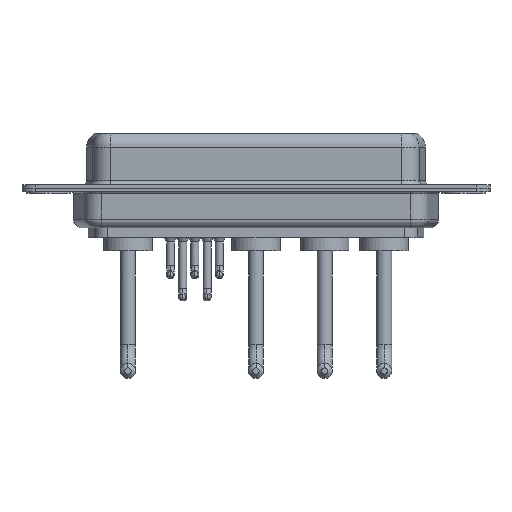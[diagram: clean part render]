
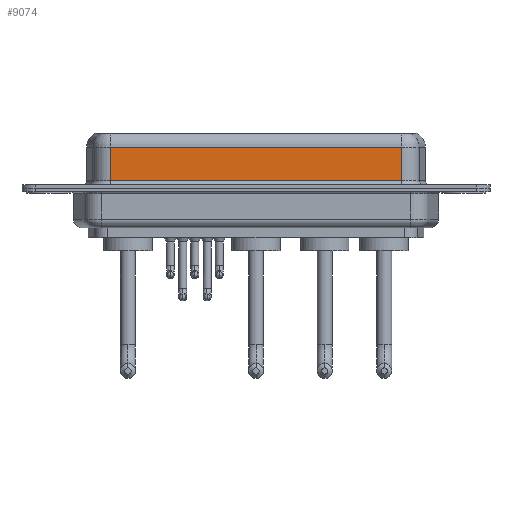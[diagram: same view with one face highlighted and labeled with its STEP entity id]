
A CAD part, front view. The second image highlights one B-rep face of the part: STEP entity #9074.
In plain terms, the highlighted planar face has unit normal (0, -1, 0).
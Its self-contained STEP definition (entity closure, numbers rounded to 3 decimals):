
#195 = ORIENTED_EDGE ( 'NONE', *, *, #5964, .T. ) ;
#230 = VERTEX_POINT ( 'NONE', #8193 ) ;
#733 = CARTESIAN_POINT ( 'NONE',  ( 7.013, -3.95, 0.9 ) ) ;
#1039 = CARTESIAN_POINT ( 'NONE',  ( 40.037, -3.95, 6.4 ) ) ;
#1625 = LINE ( 'NONE', #7554, #6696 ) ;
#1657 = DIRECTION ( 'NONE',  ( 0., 0., -1. ) ) ;
#2146 = FACE_OUTER_BOUND ( 'NONE', #9812, .T. ) ;
#2223 = DIRECTION ( 'NONE',  ( 0., 0., 1. ) ) ;
#2744 = LINE ( 'NONE', #6340, #3907 ) ;
#3461 = DIRECTION ( 'NONE',  ( 0., 0., -1. ) ) ;
#3754 = CARTESIAN_POINT ( 'NONE',  ( 40.037, -3.95, 0.9 ) ) ;
#3890 = EDGE_CURVE ( 'NONE', #10004, #14182, #2744, .T. ) ;
#3907 = VECTOR ( 'NONE', #1657, 1000. ) ;
#4354 = CARTESIAN_POINT ( 'NONE',  ( 40.037, -3.95, 6.4 ) ) ;
#4543 = VECTOR ( 'NONE', #13658, 1000. ) ;
#5334 = VERTEX_POINT ( 'NONE', #3754 ) ;
#5964 = EDGE_CURVE ( 'NONE', #230, #10004, #1625, .T. ) ;
#6340 = CARTESIAN_POINT ( 'NONE',  ( 7.013, -3.95, 6.4 ) ) ;
#6696 = VECTOR ( 'NONE', #12483, 1000. ) ;
#7554 = CARTESIAN_POINT ( 'NONE',  ( 40.037, -3.95, 4.65 ) ) ;
#8026 = CARTESIAN_POINT ( 'NONE',  ( 7.013, -3.95, 4.65 ) ) ;
#8193 = CARTESIAN_POINT ( 'NONE',  ( 40.037, -3.95, 4.65 ) ) ;
#8774 = ORIENTED_EDGE ( 'NONE', *, *, #10384, .T. ) ;
#9074 = ADVANCED_FACE ( 'NONE', ( #2146 ), #10658, .F. ) ;
#9117 = CARTESIAN_POINT ( 'NONE',  ( 40.037, -3.95, 0.9 ) ) ;
#9137 = EDGE_CURVE ( 'NONE', #230, #5334, #14176, .T. ) ;
#9812 = EDGE_LOOP ( 'NONE', ( #10814, #195, #10089, #8774 ) ) ;
#10004 = VERTEX_POINT ( 'NONE', #8026 ) ;
#10089 = ORIENTED_EDGE ( 'NONE', *, *, #3890, .T. ) ;
#10354 = DIRECTION ( 'NONE',  ( 0., 1., 0. ) ) ;
#10384 = EDGE_CURVE ( 'NONE', #14182, #5334, #11469, .T. ) ;
#10658 = PLANE ( 'NONE',  #12481 ) ;
#10814 = ORIENTED_EDGE ( 'NONE', *, *, #9137, .F. ) ;
#11469 = LINE ( 'NONE', #9117, #4543 ) ;
#12481 = AXIS2_PLACEMENT_3D ( 'NONE', #4354, #10354, #2223 ) ;
#12483 = DIRECTION ( 'NONE',  ( -1., 0., 0. ) ) ;
#13658 = DIRECTION ( 'NONE',  ( 1., 0., 0. ) ) ;
#14176 = LINE ( 'NONE', #1039, #14228 ) ;
#14182 = VERTEX_POINT ( 'NONE', #733 ) ;
#14228 = VECTOR ( 'NONE', #3461, 1000. ) ;
